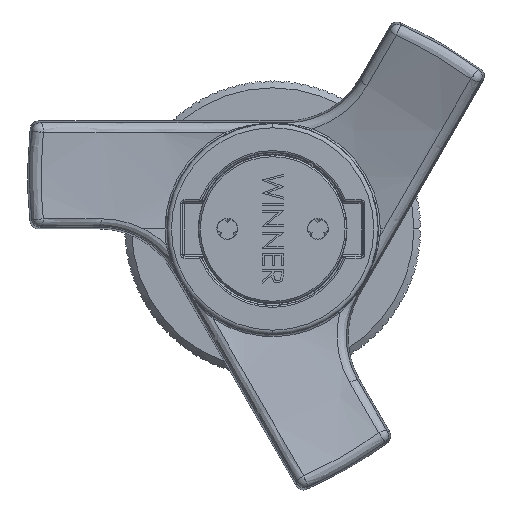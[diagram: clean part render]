
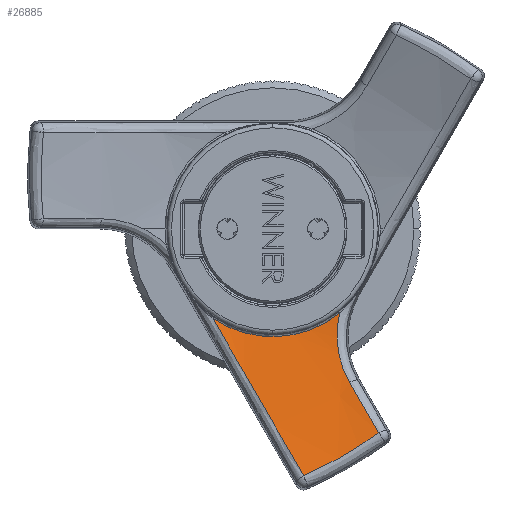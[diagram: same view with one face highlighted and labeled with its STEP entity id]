
A CAD part, left-side view. The second image highlights one B-rep face of the part: STEP entity #26885.
In plain terms, the highlighted spherical face has radius 70 mm.
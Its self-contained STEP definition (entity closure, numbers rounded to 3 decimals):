
#272 = CARTESIAN_POINT ( 'NONE',  ( -38.417, -8.741, -17.548 ) ) ;
#6917 = CARTESIAN_POINT ( 'NONE',  ( -38.216, -8.449, -16.908 ) ) ;
#7300 = EDGE_CURVE ( 'NONE', #94048, #73023, #34361, .T. ) ;
#9860 = CARTESIAN_POINT ( 'NONE',  ( -37.36, -7.636, -13.504 ) ) ;
#14558 = CARTESIAN_POINT ( 'NONE',  ( -37.844, -7.991, -15.592 ) ) ;
#15754 = ORIENTED_EDGE ( 'NONE', *, *, #17411, .T. ) ;
#16908 = CARTESIAN_POINT ( 'NONE',  ( -36.787, 0., 0. ) ) ;
#17411 = EDGE_CURVE ( 'NONE', #73023, #78390, #31946, .T. ) ;
#17604 = CARTESIAN_POINT ( 'NONE',  ( -41.649, -6.783, -27.812 ) ) ;
#21088 = CARTESIAN_POINT ( 'NONE',  ( -42.101, -3.676, -29.186 ) ) ;
#21350 = EDGE_CURVE ( 'NONE', #55287, #94048, #47196, .T. ) ;
#21379 = CARTESIAN_POINT ( 'NONE',  ( -38.629, -9.091, -18.152 ) ) ;
#22176 = EDGE_CURVE ( 'NONE', #22934, #55287, #88246, .T. ) ;
#22934 = VERTEX_POINT ( 'NONE', #94024 ) ;
#23779 = CARTESIAN_POINT ( 'NONE',  ( -37.154, -7.601, -12.441 ) ) ;
#23864 = DIRECTION ( 'NONE',  ( 0., 0., 1. ) ) ;
#24744 = SPHERICAL_SURFACE ( 'NONE', #49784, 70. ) ;
#26216 = CARTESIAN_POINT ( 'NONE',  ( -41.099, -12.52, -24.09 ) ) ;
#26885 = ADVANCED_FACE ( 'NONE', ( #27117 ), #24744, .F. ) ;
#27117 = FACE_OUTER_BOUND ( 'NONE', #44549, .T. ) ;
#28665 = CARTESIAN_POINT ( 'NONE',  ( -39.332, -10.254, -20.167 ) ) ;
#28865 = B_SPLINE_CURVE_WITH_KNOTS ( 'NONE', 3,
 ( #46103, #17604, #78100, #26216 ),
 .UNSPECIFIED., .F., .F.,
 ( 4, 4 ),
 ( 0., 0.01 ),
 .UNSPECIFIED. ) ;
#31946 = B_SPLINE_CURVE_WITH_KNOTS ( 'NONE', 3,
 ( #49526, #96791, #64396, #36313, #89484, #51204, #41901, #21088 ),
 .UNSPECIFIED., .F., .F.,
 ( 4, 2, 2, 4 ),
 ( 0.007, 0.013, 0.018, 0.029 ),
 .UNSPECIFIED. ) ;
#32022 = CARTESIAN_POINT ( 'NONE',  ( -37.435, -7.67, -13.86 ) ) ;
#32753 = DIRECTION ( 'NONE',  ( 0., 0., 1. ) ) ;
#34361 = CIRCLE ( 'NONE', #96126, 12.73 ) ;
#36313 = CARTESIAN_POINT ( 'NONE',  ( -37.763, 3.385, -16.953 ) ) ;
#39969 = CARTESIAN_POINT ( 'NONE',  ( -37.219, -7.601, -12.795 ) ) ;
#41901 = CARTESIAN_POINT ( 'NONE',  ( -40.645, -1.971, -26.233 ) ) ;
#44549 = EDGE_LOOP ( 'NONE', ( #73620, #75222, #15754, #70616, #61257 ) ) ;
#46103 = CARTESIAN_POINT ( 'NONE',  ( -42.101, -3.676, -29.186 ) ) ;
#47196 = B_SPLINE_CURVE_WITH_KNOTS ( 'NONE', 3,
 ( #98178, #272, #6917, #14558, #55160, #32022, #9860, #39969, #23779, #54830, #69088, #76670, #77640, #85547 ),
 .UNSPECIFIED., .F., .F.,
 ( 4, 2, 2, 2, 2, 2, 4 ),
 ( 0., 0.002, 0.004, 0.005, 0.007, 0.008, 0.009 ),
 .UNSPECIFIED. ) ;
#47892 = CARTESIAN_POINT ( 'NONE',  ( -36.787, -7.927, -9.961 ) ) ;
#49526 = CARTESIAN_POINT ( 'NONE',  ( -36.787, 7.053, -10.597 ) ) ;
#49715 = CARTESIAN_POINT ( 'NONE',  ( -36.787, 7.053, -10.597 ) ) ;
#49784 = AXIS2_PLACEMENT_3D ( 'NONE', #91942, #32753, #84981 ) ;
#51204 = CARTESIAN_POINT ( 'NONE',  ( -39.472, -0.22, -23.198 ) ) ;
#54830 = CARTESIAN_POINT ( 'NONE',  ( -37.033, -7.634, -11.732 ) ) ;
#55160 = CARTESIAN_POINT ( 'NONE',  ( -37.672, -7.824, -14.913 ) ) ;
#55287 = VERTEX_POINT ( 'NONE', #76185 ) ;
#61257 = ORIENTED_EDGE ( 'NONE', *, *, #22176, .T. ) ;
#64396 = CARTESIAN_POINT ( 'NONE',  ( -37.165, 5.21, -13.791 ) ) ;
#69088 = CARTESIAN_POINT ( 'NONE',  ( -36.977, -7.668, -11.377 ) ) ;
#70616 = ORIENTED_EDGE ( 'NONE', *, *, #84331, .T. ) ;
#73023 = VERTEX_POINT ( 'NONE', #49715 ) ;
#73620 = ORIENTED_EDGE ( 'NONE', *, *, #21350, .T. ) ;
#73963 = CARTESIAN_POINT ( 'NONE',  ( -40.157, -11.399, -22.149 ) ) ;
#75222 = ORIENTED_EDGE ( 'NONE', *, *, #7300, .T. ) ;
#76185 = CARTESIAN_POINT ( 'NONE',  ( -38.629, -9.091, -18.152 ) ) ;
#76670 = CARTESIAN_POINT ( 'NONE',  ( -36.875, -7.771, -10.668 ) ) ;
#77640 = CARTESIAN_POINT ( 'NONE',  ( -36.828, -7.84, -10.311 ) ) ;
#78100 = CARTESIAN_POINT ( 'NONE',  ( -41.314, -9.754, -26.103 ) ) ;
#78390 = VERTEX_POINT ( 'NONE', #78660 ) ;
#78660 = CARTESIAN_POINT ( 'NONE',  ( -42.101, -3.676, -29.186 ) ) ;
#84331 = EDGE_CURVE ( 'NONE', #78390, #22934, #28865, .T. ) ;
#84981 = DIRECTION ( 'NONE',  ( 0., 1., 0. ) ) ;
#85547 = CARTESIAN_POINT ( 'NONE',  ( -36.787, -7.927, -9.961 ) ) ;
#88246 = B_SPLINE_CURVE_WITH_KNOTS ( 'NONE', 3,
 ( #97736, #73963, #28665, #21379 ),
 .UNSPECIFIED., .F., .F.,
 ( 4, 4 ),
 ( 0., 0.007 ),
 .UNSPECIFIED. ) ;
#89484 = CARTESIAN_POINT ( 'NONE',  ( -38.136, 2.478, -18.524 ) ) ;
#91942 = CARTESIAN_POINT ( 'NONE',  ( -105.62, 0., 0. ) ) ;
#91951 = DIRECTION ( 'NONE',  ( 1., 0., 0. ) ) ;
#94024 = CARTESIAN_POINT ( 'NONE',  ( -41.099, -12.52, -24.09 ) ) ;
#94048 = VERTEX_POINT ( 'NONE', #47892 ) ;
#96126 = AXIS2_PLACEMENT_3D ( 'NONE', #16908, #91951, #23864 ) ;
#96791 = CARTESIAN_POINT ( 'NONE',  ( -36.939, 6.131, -12.195 ) ) ;
#97736 = CARTESIAN_POINT ( 'NONE',  ( -41.099, -12.52, -24.09 ) ) ;
#98178 = CARTESIAN_POINT ( 'NONE',  ( -38.629, -9.091, -18.152 ) ) ;
